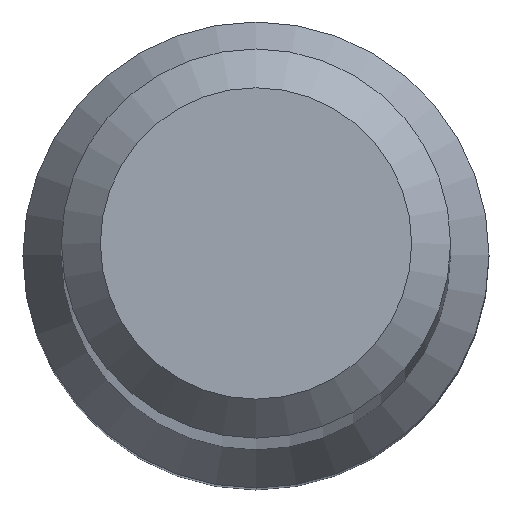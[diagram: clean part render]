
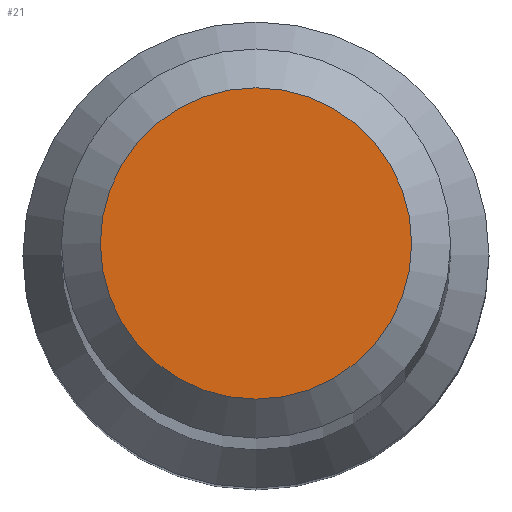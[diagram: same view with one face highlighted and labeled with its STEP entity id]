
A CAD part, top view. The second image highlights one B-rep face of the part: STEP entity #21.
In plain terms, the highlighted planar face has unit normal (0, 0, 1).
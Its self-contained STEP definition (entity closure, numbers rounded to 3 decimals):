
#5 = PLANE ( 'NONE',  #172 ) ;
#21 = ADVANCED_FACE ( 'NONE', ( #39 ), #5, .F. ) ;
#34 = CIRCLE ( 'NONE', #88, 1.6 ) ;
#39 = FACE_OUTER_BOUND ( 'NONE', #111, .T. ) ;
#70 = VERTEX_POINT ( 'NONE', #140 ) ;
#81 = DIRECTION ( 'NONE',  ( 0., 0., -1. ) ) ;
#88 = AXIS2_PLACEMENT_3D ( 'NONE', #102, #81, #236 ) ;
#102 = CARTESIAN_POINT ( 'NONE',  ( 0., 0., 80. ) ) ;
#111 = EDGE_LOOP ( 'NONE', ( #173 ) ) ;
#136 = EDGE_CURVE ( 'NONE', #70, #70, #34, .T. ) ;
#140 = CARTESIAN_POINT ( 'NONE',  ( 0., 1.6, 80. ) ) ;
#172 = AXIS2_PLACEMENT_3D ( 'NONE', #235, #216, #214 ) ;
#173 = ORIENTED_EDGE ( 'NONE', *, *, #136, .F. ) ;
#214 = DIRECTION ( 'NONE',  ( 0., 1., 0. ) ) ;
#216 = DIRECTION ( 'NONE',  ( 0., 0., -1. ) ) ;
#235 = CARTESIAN_POINT ( 'NONE',  ( 0., 0., 80. ) ) ;
#236 = DIRECTION ( 'NONE',  ( 0., 1., 0. ) ) ;
